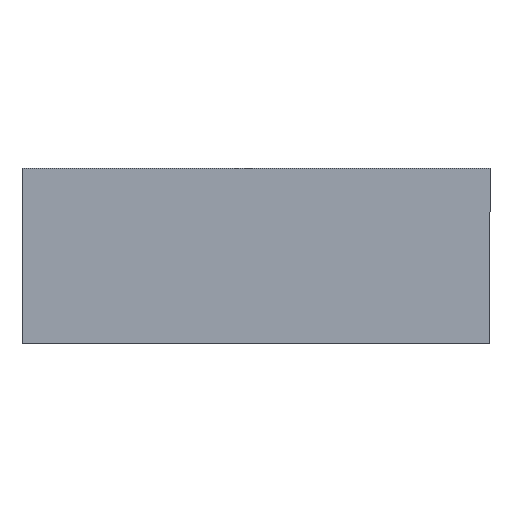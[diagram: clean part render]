
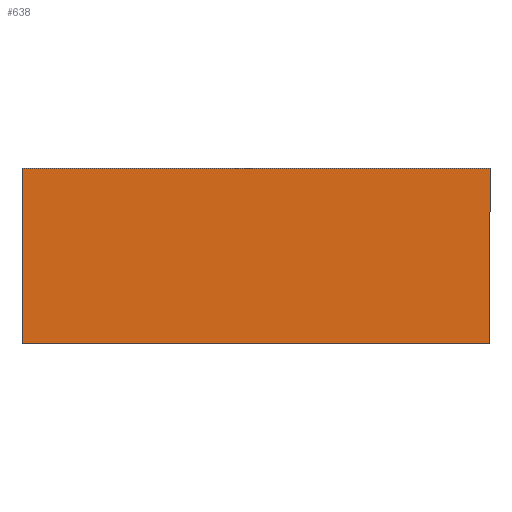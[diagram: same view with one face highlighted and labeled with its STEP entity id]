
A CAD part, front view. The second image highlights one B-rep face of the part: STEP entity #638.
In plain terms, the highlighted planar face has unit normal (0, -1, 0).
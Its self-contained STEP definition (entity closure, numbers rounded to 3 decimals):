
#54 = LINE ( 'NONE', #2511, #1222 ) ;
#62 = CARTESIAN_POINT ( 'NONE',  ( 10., 0., -3.75 ) ) ;
#197 = VERTEX_POINT ( 'NONE', #62 ) ;
#615 = AXIS2_PLACEMENT_3D ( 'NONE', #1653, #2614, #1162 ) ;
#637 = ORIENTED_EDGE ( 'NONE', *, *, #2377, .F. ) ;
#638 = ADVANCED_FACE ( 'NONE', ( #2586 ), #2378, .F. ) ;
#720 = VECTOR ( 'NONE', #3124, 1000. ) ;
#791 = VERTEX_POINT ( 'NONE', #2021 ) ;
#878 = LINE ( 'NONE', #2811, #2022 ) ;
#1108 = DIRECTION ( 'NONE',  ( -1., 0., 0. ) ) ;
#1124 = EDGE_CURVE ( 'NONE', #1242, #197, #2310, .T. ) ;
#1162 = DIRECTION ( 'NONE',  ( 0., 0., 1. ) ) ;
#1222 = VECTOR ( 'NONE', #1305, 1000. ) ;
#1242 = VERTEX_POINT ( 'NONE', #1426 ) ;
#1305 = DIRECTION ( 'NONE',  ( 1., 0., 0. ) ) ;
#1370 = LINE ( 'NONE', #2403, #720 ) ;
#1426 = CARTESIAN_POINT ( 'NONE',  ( 10., 0., 3.75 ) ) ;
#1653 = CARTESIAN_POINT ( 'NONE',  ( 0., 0., 0. ) ) ;
#1684 = VECTOR ( 'NONE', #1745, 1000. ) ;
#1745 = DIRECTION ( 'NONE',  ( 0., 0., -1. ) ) ;
#2021 = CARTESIAN_POINT ( 'NONE',  ( -10., 0., -3.75 ) ) ;
#2022 = VECTOR ( 'NONE', #1108, 1000. ) ;
#2260 = ORIENTED_EDGE ( 'NONE', *, *, #2609, .F. ) ;
#2310 = LINE ( 'NONE', #2709, #1684 ) ;
#2377 = EDGE_CURVE ( 'NONE', #791, #2617, #1370, .T. ) ;
#2378 = PLANE ( 'NONE',  #615 ) ;
#2398 = ORIENTED_EDGE ( 'NONE', *, *, #3032, .F. ) ;
#2403 = CARTESIAN_POINT ( 'NONE',  ( -10., 0., -3.75 ) ) ;
#2511 = CARTESIAN_POINT ( 'NONE',  ( -10., 0., 3.75 ) ) ;
#2586 = FACE_OUTER_BOUND ( 'NONE', #2856, .T. ) ;
#2609 = EDGE_CURVE ( 'NONE', #197, #791, #878, .T. ) ;
#2614 = DIRECTION ( 'NONE',  ( 0., 1., 0. ) ) ;
#2617 = VERTEX_POINT ( 'NONE', #3046 ) ;
#2709 = CARTESIAN_POINT ( 'NONE',  ( 10., 0., -3.75 ) ) ;
#2811 = CARTESIAN_POINT ( 'NONE',  ( -10., 0., -3.75 ) ) ;
#2818 = ORIENTED_EDGE ( 'NONE', *, *, #1124, .F. ) ;
#2856 = EDGE_LOOP ( 'NONE', ( #637, #2260, #2818, #2398 ) ) ;
#3032 = EDGE_CURVE ( 'NONE', #2617, #1242, #54, .T. ) ;
#3046 = CARTESIAN_POINT ( 'NONE',  ( -10., 0., 3.75 ) ) ;
#3124 = DIRECTION ( 'NONE',  ( 0., 0., 1. ) ) ;
